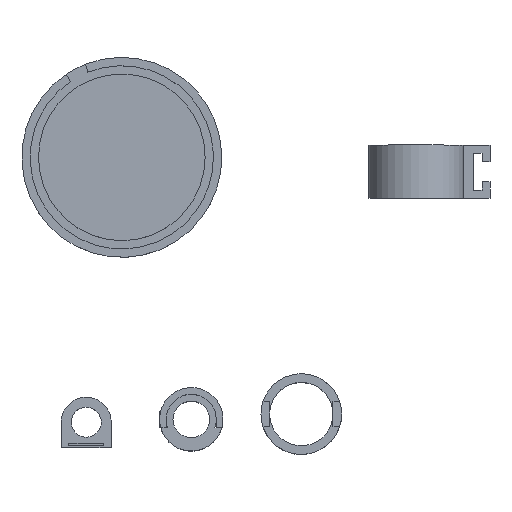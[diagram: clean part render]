
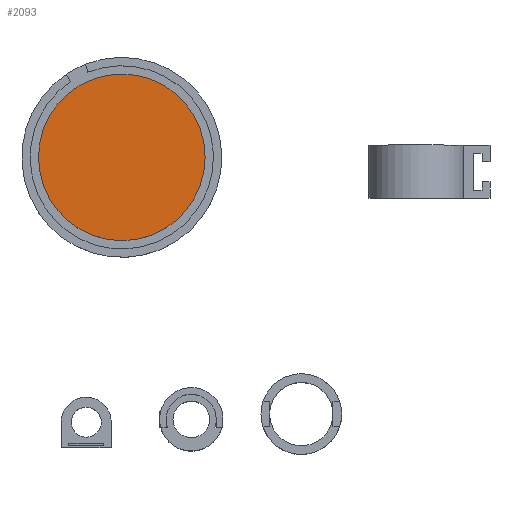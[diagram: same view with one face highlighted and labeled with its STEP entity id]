
A CAD part, top view. The second image highlights one B-rep face of the part: STEP entity #2093.
In plain terms, the highlighted planar face has unit normal (0, 0, 1).
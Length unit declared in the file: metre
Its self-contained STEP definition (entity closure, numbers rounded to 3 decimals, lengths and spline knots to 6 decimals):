
#98=CIRCLE('',#2299,0.025);
#338=ORIENTED_EDGE('',*,*,#825,.T.);
#825=EDGE_CURVE('',#1086,#1086,#98,.T.);
#1086=VERTEX_POINT('',#3240);
#1672=EDGE_LOOP('',(#338));
#1850=FACE_BOUND('',#1672,.T.);
#2001=PLANE('',#2303);
#2093=ADVANCED_FACE('',(#1850),#2001,.T.);
#2299=AXIS2_PLACEMENT_3D('',#3239,#2630,#2631);
#2303=AXIS2_PLACEMENT_3D('',#3250,#2642,#2643);
#2630=DIRECTION('',(0.,0.,1.));
#2631=DIRECTION('',(1.,0.,0.));
#2642=DIRECTION('',(0.,0.,1.));
#2643=DIRECTION('',(1.,0.,0.));
#3239=CARTESIAN_POINT('',(-0.045356,0.025517,0.01));
#3240=CARTESIAN_POINT('',(-0.020356,0.025517,0.01));
#3250=CARTESIAN_POINT('',(-0.005114,-0.004071,0.01));
